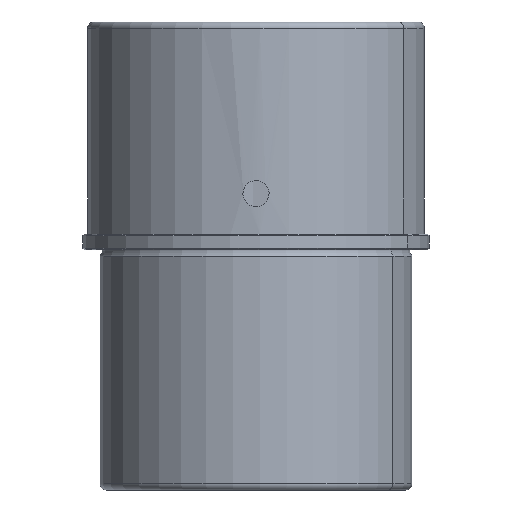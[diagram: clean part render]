
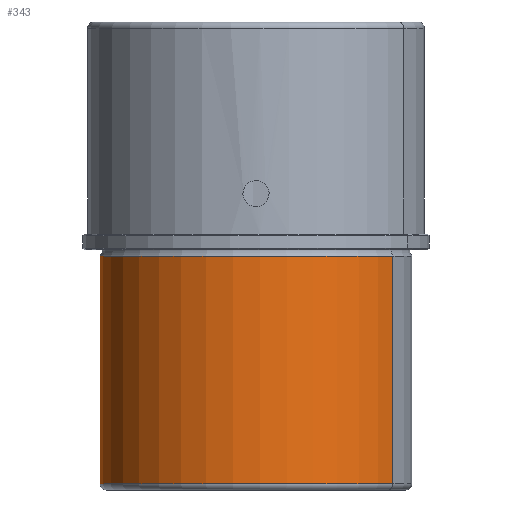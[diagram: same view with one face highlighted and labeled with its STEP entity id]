
A CAD part, front view. The second image highlights one B-rep face of the part: STEP entity #343.
In plain terms, the highlighted cylindrical face has radius 50 mm (diameter 100 mm), a partial arc.
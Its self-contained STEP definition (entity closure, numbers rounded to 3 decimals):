
#274=CARTESIAN_POINT('Vertex',(43.879,-23.971,-75.)) ;
#277=CARTESIAN_POINT('Axis2P3D Location',(0.,0.,-75.)) ;
#281=CARTESIAN_POINT('Vertex',(-43.879,23.971,-75.)) ;
#313=CARTESIAN_POINT('Axis2P3D Location',(0.,0.,-2.)) ;
#318=CARTESIAN_POINT('Line Origine',(43.879,-23.971,-39.5)) ;
#322=CARTESIAN_POINT('Vertex',(43.879,-23.971,-2.)) ;
#325=CARTESIAN_POINT('Axis2P3D Location',(0.,0.,-2.)) ;
#329=CARTESIAN_POINT('Vertex',(-43.879,23.971,-2.)) ;
#332=CARTESIAN_POINT('Line Origine',(-43.879,23.971,-39.5)) ;
#278=DIRECTION('Axis2P3D Direction',(0.,0.,-1.)) ;
#314=DIRECTION('Axis2P3D Direction',(0.,0.,-1.)) ;
#315=DIRECTION('Axis2P3D XDirection',(-0.878,0.479,-0.)) ;
#319=DIRECTION('Vector Direction',(0.,0.,-1.)) ;
#326=DIRECTION('Axis2P3D Direction',(0.,0.,-1.)) ;
#333=DIRECTION('Vector Direction',(0.,0.,-1.)) ;
#279=AXIS2_PLACEMENT_3D('Circle Axis2P3D',#277,#278,$) ;
#316=AXIS2_PLACEMENT_3D('Cylinder Axis2P3D',#313,#314,#315) ;
#327=AXIS2_PLACEMENT_3D('Circle Axis2P3D',#325,#326,$) ;
#338=ORIENTED_EDGE('',*,*,#324,.T.) ;
#339=ORIENTED_EDGE('',*,*,#331,.T.) ;
#340=ORIENTED_EDGE('',*,*,#336,.F.) ;
#341=ORIENTED_EDGE('',*,*,#283,.F.) ;
#320=VECTOR('Line Direction',#319,1.) ;
#334=VECTOR('Line Direction',#333,1.) ;
#343=ADVANCED_FACE('PartBody',(#342),#317,.T.) ;
#280=CIRCLE('generated circle',#279,50.) ;
#328=CIRCLE('generated circle',#327,50.) ;
#317=CYLINDRICAL_SURFACE('generated cylinder',#316,50.) ;
#283=EDGE_CURVE('',#275,#282,#280,.T.) ;
#324=EDGE_CURVE('',#275,#323,#321,.F.) ;
#331=EDGE_CURVE('',#323,#330,#328,.T.) ;
#336=EDGE_CURVE('',#282,#330,#335,.F.) ;
#337=EDGE_LOOP('',(#338,#339,#340,#341)) ;
#342=FACE_OUTER_BOUND('',#337,.T.) ;
#321=LINE('Line',#318,#320) ;
#335=LINE('Line',#332,#334) ;
#275=VERTEX_POINT('',#274) ;
#282=VERTEX_POINT('',#281) ;
#323=VERTEX_POINT('',#322) ;
#330=VERTEX_POINT('',#329) ;
